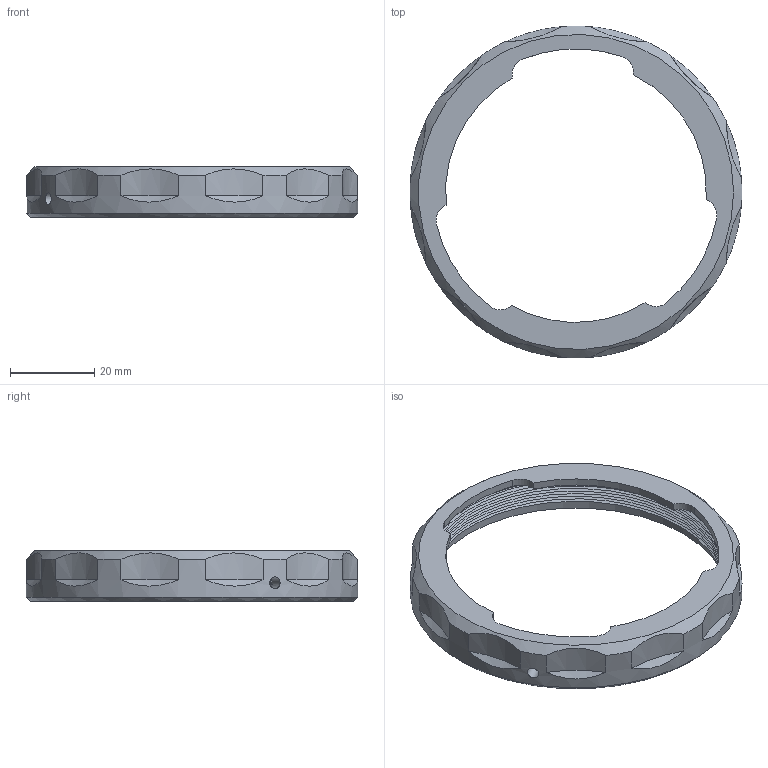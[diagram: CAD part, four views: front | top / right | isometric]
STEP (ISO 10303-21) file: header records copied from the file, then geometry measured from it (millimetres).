
FILE_DESCRIPTION(/* description */ (''),/* implementation_level */ '2;1');
FILE_NAME(/* name */ 'mountBodyBase_lockRing_P6',/* time_stamp */ '2023-12-05T12:03:44-05:00',/* author */ ('George Moua'),/* organization */ ('Archive 663'),/* preprocessor_version */ 'ST-DEVELOPER v16.7',/* originating_system */ 'Solid Edge',/* authorisation */ 'Unknown');
FILE_SCHEMA (('AUTOMOTIVE_DESIGN {1 0 10303 214 3 1 1}'));
Length unit declared in the file: millimetre
Products named in the file (3): mountLensBase; mountLensBase_P6_oa_0; mountBodyBase_lockRing_P6
Assembly tree (2 placements, depth 3):
  mountLensBase
    mountLensBase_P6_oa_0
      mountBodyBase_lockRing_P6
Bounding box: 78.89 x 78.87 x 12 mm (x, y, z)
Volume: 10180 mm3; surface area: 10170.2 mm2
Topology: 1 solids, 1 shells, 57 faces, 158 edges, 105 vertices
Faces by surface type: cylinder 29, cone 14, bspline 9, plane 5
Full cylindrical faces by diameter (mm): 2.8 x1, 72 x1, 72.6 x1, 78.9 x1
Entity records: 6290 total; most frequent: CARTESIAN_POINT 4883, ORIENTED_EDGE 298, DIRECTION 250, EDGE_CURVE 149, AXIS2_PLACEMENT_3D 107, VERTEX_POINT 102, EDGE_LOOP 69, FACE_BOUND 69
